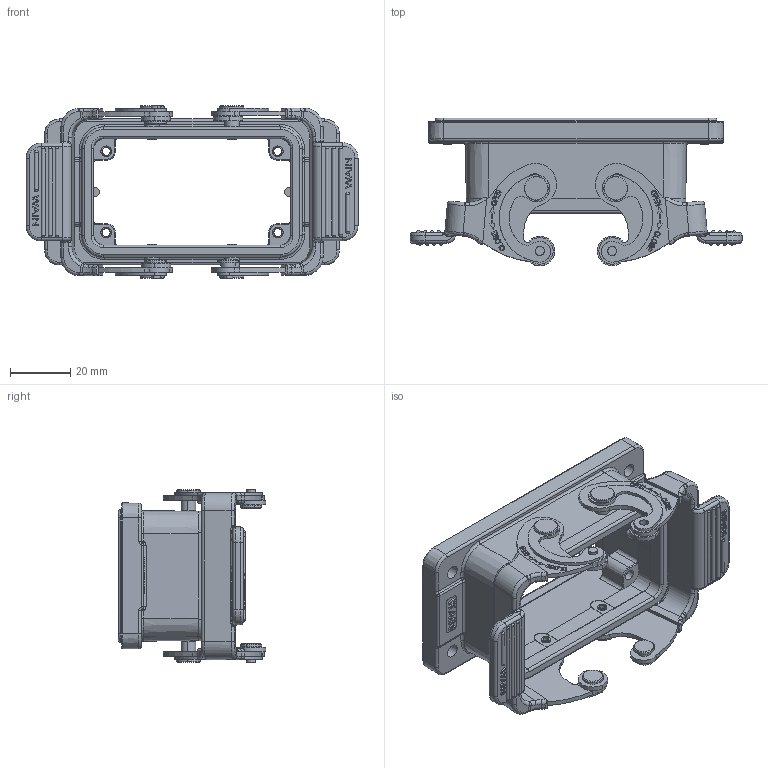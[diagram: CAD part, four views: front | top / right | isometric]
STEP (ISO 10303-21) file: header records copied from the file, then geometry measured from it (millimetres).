
FILE_DESCRIPTION((''),'2;1');
FILE_NAME('H10B-BK-2_2','2017-11-10T',('sy.ji'),(''),'PRO/ENGINEER BY PARAMETRIC TECHNOLOGY CORPORATION, 2014310','PRO/ENGINEER BY PARAMETRIC TECHNOLOGY CORPORATION, 2014310','');
FILE_SCHEMA(('CONFIG_CONTROL_DESIGN'));
Products named in the file (1): H10B-BK-2_2
Bounding box: 110.3 x 49.05 x 57.45 mm (x, y, z)
Volume: 50316.2 mm3; surface area: 38573.6 mm2
Topology: 4 solids, 17 shells, 2008 faces, 5466 edges, 3556 vertices
Faces by surface type: plane 898, cylinder 521, extrusion 160, torus 143, cone 126, bspline 84, sphere 76
Entity records: 74952 total; most frequent: CARTESIAN_POINT 19695, ORIENTED_EDGE 10808, DIRECTION 9819, EDGE_CURVE 5412, VERTEX_POINT 3556, AXIS2_PLACEMENT_3D 3381, VECTOR 3057, LINE 2897
